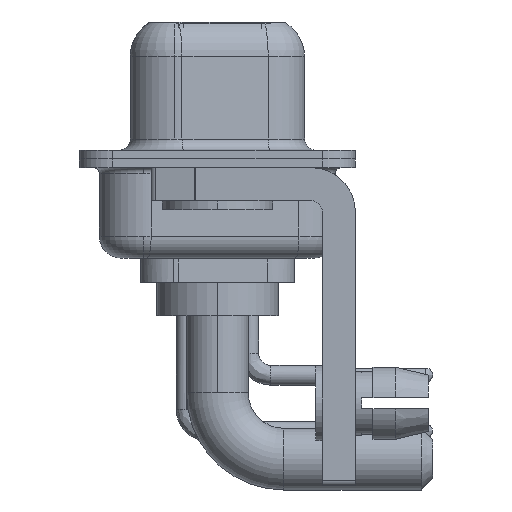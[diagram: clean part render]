
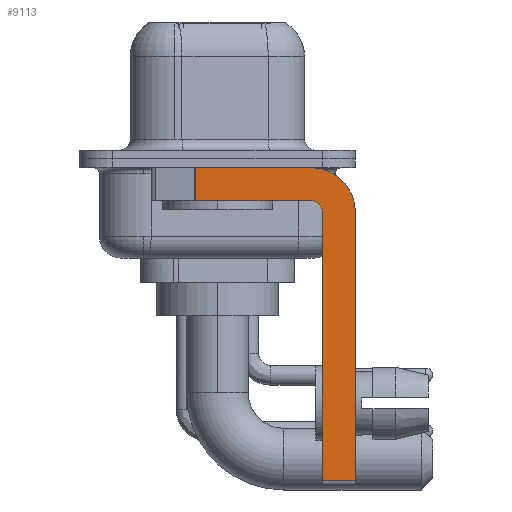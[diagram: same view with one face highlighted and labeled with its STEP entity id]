
A CAD part, left-side view. The second image highlights one B-rep face of the part: STEP entity #9113.
In plain terms, the highlighted planar face has unit normal (-1, 0, 0).
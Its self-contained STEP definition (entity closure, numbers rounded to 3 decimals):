
#1036 = VECTOR ( 'NONE', #25427, 1000. ) ;
#1730 = VERTEX_POINT ( 'NONE', #21340 ) ;
#1852 = CARTESIAN_POINT ( 'NONE',  ( -2.9, -4.25, -14.55 ) ) ;
#2301 = PLANE ( 'NONE',  #13540 ) ;
#2915 = CARTESIAN_POINT ( 'NONE',  ( -2.9, -4.25, -2.4 ) ) ;
#3196 = EDGE_CURVE ( 'NONE', #12604, #12384, #15362, .T. ) ;
#3556 = CIRCLE ( 'NONE', #8246, 0.5 ) ;
#4159 = CARTESIAN_POINT ( 'NONE',  ( -2.9, -4.25, -2.4 ) ) ;
#4375 = CARTESIAN_POINT ( 'NONE',  ( -2.9, -4.25, -0.4 ) ) ;
#4446 = ORIENTED_EDGE ( 'NONE', *, *, #12137, .F. ) ;
#4798 = LINE ( 'NONE', #12855, #16165 ) ;
#5510 = DIRECTION ( 'NONE',  ( 0., 0., 1. ) ) ;
#5919 = CARTESIAN_POINT ( 'NONE',  ( -2.9, 0.978, -1.9 ) ) ;
#6912 = DIRECTION ( 'NONE',  ( 0., -1., 0. ) ) ;
#7020 = VERTEX_POINT ( 'NONE', #23091 ) ;
#7645 = DIRECTION ( 'NONE',  ( 0., 0., -1. ) ) ;
#8127 = VECTOR ( 'NONE', #6912, 1000. ) ;
#8246 = AXIS2_PLACEMENT_3D ( 'NONE', #25373, #11595, #5510 ) ;
#8386 = DIRECTION ( 'NONE',  ( 0., 0., -1. ) ) ;
#9113 = ADVANCED_FACE ( 'NONE', ( #20454 ), #2301, .F. ) ;
#9265 = CARTESIAN_POINT ( 'NONE',  ( -2.9, -6.25, -14.55 ) ) ;
#10094 = ORIENTED_EDGE ( 'NONE', *, *, #13781, .T. ) ;
#10365 = DIRECTION ( 'NONE',  ( 1., 0., 0. ) ) ;
#10723 = VERTEX_POINT ( 'NONE', #19897 ) ;
#10999 = DIRECTION ( 'NONE',  ( 0., 0., -1. ) ) ;
#11044 = ORIENTED_EDGE ( 'NONE', *, *, #15401, .F. ) ;
#11496 = VECTOR ( 'NONE', #22385, 1000. ) ;
#11595 = DIRECTION ( 'NONE',  ( -1., 0., 0. ) ) ;
#12137 = EDGE_CURVE ( 'NONE', #1730, #22215, #16848, .T. ) ;
#12144 = EDGE_CURVE ( 'NONE', #7020, #12273, #4798, .T. ) ;
#12219 = DIRECTION ( 'NONE',  ( 1., 0., 0. ) ) ;
#12273 = VERTEX_POINT ( 'NONE', #9265 ) ;
#12384 = VERTEX_POINT ( 'NONE', #22378 ) ;
#12604 = VERTEX_POINT ( 'NONE', #16945 ) ;
#12855 = CARTESIAN_POINT ( 'NONE',  ( -2.9, -6.25, -2.4 ) ) ;
#12864 = ORIENTED_EDGE ( 'NONE', *, *, #3196, .F. ) ;
#13344 = LINE ( 'NONE', #23429, #25139 ) ;
#13501 = CARTESIAN_POINT ( 'NONE',  ( -2.9, -4.75, -14.8 ) ) ;
#13540 = AXIS2_PLACEMENT_3D ( 'NONE', #2915, #10365, #25029 ) ;
#13781 = EDGE_CURVE ( 'NONE', #12604, #12273, #14294, .T. ) ;
#14294 = LINE ( 'NONE', #1852, #11496 ) ;
#15362 = LINE ( 'NONE', #13501, #1036 ) ;
#15401 = EDGE_CURVE ( 'NONE', #15991, #10723, #13344, .T. ) ;
#15803 = EDGE_CURVE ( 'NONE', #12384, #15991, #3556, .T. ) ;
#15991 = VERTEX_POINT ( 'NONE', #20225 ) ;
#16049 = CIRCLE ( 'NONE', #25350, 2. ) ;
#16165 = VECTOR ( 'NONE', #10999, 1000. ) ;
#16848 = LINE ( 'NONE', #25041, #8127 ) ;
#16945 = CARTESIAN_POINT ( 'NONE',  ( -2.9, -4.75, -14.55 ) ) ;
#19742 = EDGE_CURVE ( 'NONE', #1730, #10723, #24068, .T. ) ;
#19897 = CARTESIAN_POINT ( 'NONE',  ( -2.9, 0.978, -1.9 ) ) ;
#20225 = CARTESIAN_POINT ( 'NONE',  ( -2.9, -4.25, -1.9 ) ) ;
#20258 = ORIENTED_EDGE ( 'NONE', *, *, #19742, .T. ) ;
#20454 = FACE_OUTER_BOUND ( 'NONE', #25409, .T. ) ;
#21070 = ORIENTED_EDGE ( 'NONE', *, *, #23516, .F. ) ;
#21116 = ORIENTED_EDGE ( 'NONE', *, *, #15803, .F. ) ;
#21340 = CARTESIAN_POINT ( 'NONE',  ( -2.9, 0.978, -0.4 ) ) ;
#21481 = VECTOR ( 'NONE', #7645, 1000. ) ;
#21837 = DIRECTION ( 'NONE',  ( 0., 1., 0. ) ) ;
#22215 = VERTEX_POINT ( 'NONE', #4375 ) ;
#22378 = CARTESIAN_POINT ( 'NONE',  ( -2.9, -4.75, -2.4 ) ) ;
#22385 = DIRECTION ( 'NONE',  ( 0., -1., 0. ) ) ;
#23091 = CARTESIAN_POINT ( 'NONE',  ( -2.9, -6.25, -2.4 ) ) ;
#23429 = CARTESIAN_POINT ( 'NONE',  ( -2.9, -4.25, -1.9 ) ) ;
#23516 = EDGE_CURVE ( 'NONE', #22215, #7020, #16049, .T. ) ;
#24068 = LINE ( 'NONE', #5919, #21481 ) ;
#24824 = ORIENTED_EDGE ( 'NONE', *, *, #12144, .F. ) ;
#25029 = DIRECTION ( 'NONE',  ( 0., 0., -1. ) ) ;
#25041 = CARTESIAN_POINT ( 'NONE',  ( -2.9, 3., -0.4 ) ) ;
#25139 = VECTOR ( 'NONE', #21837, 1000. ) ;
#25350 = AXIS2_PLACEMENT_3D ( 'NONE', #4159, #12219, #8386 ) ;
#25373 = CARTESIAN_POINT ( 'NONE',  ( -2.9, -4.25, -2.4 ) ) ;
#25409 = EDGE_LOOP ( 'NONE', ( #4446, #20258, #11044, #21116, #12864, #10094, #24824, #21070 ) ) ;
#25427 = DIRECTION ( 'NONE',  ( 0., 0., 1. ) ) ;
